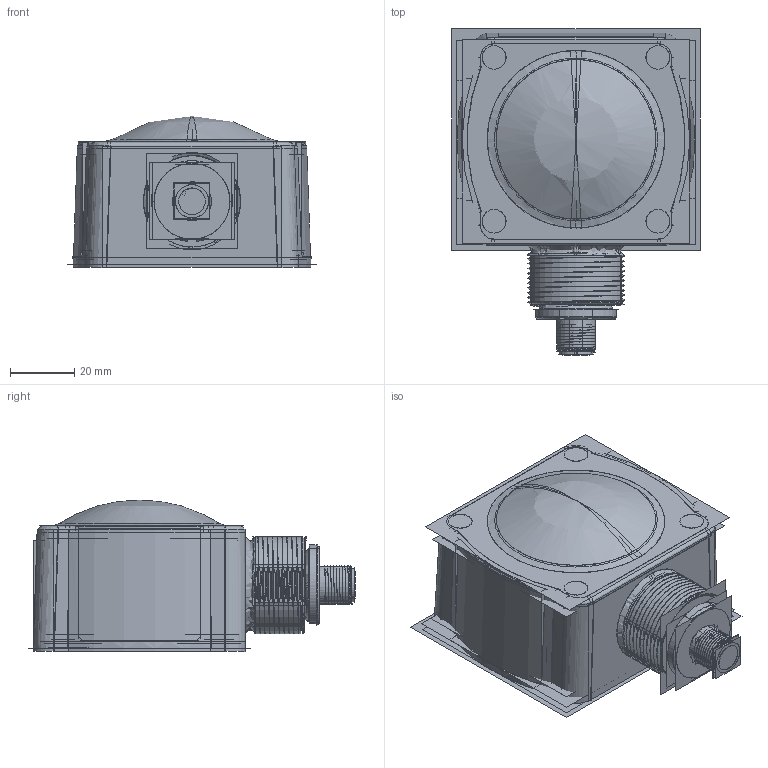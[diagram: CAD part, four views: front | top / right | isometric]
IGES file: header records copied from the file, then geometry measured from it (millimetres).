
Start section:  PTC IGES file: 206364.igs
Global section: file name: 206364.igs; native system: Creo Parametric by PTC Inc.; preprocessor: 2016260; author: pdmadmin; organization: Unknown; date: 20180502.095603; units: millimetre
Bounding box: 77.01 x 101.22 x 47.06 mm (x, y, z)
Volume: 71647.6 mm3; surface area: 719305.2 mm2
Topology: 7 solids, 13 shells, 2134 faces, 10953 edges, 13855 vertices
Faces by surface type: bspline 1186, revolution 932, extrusion 16
